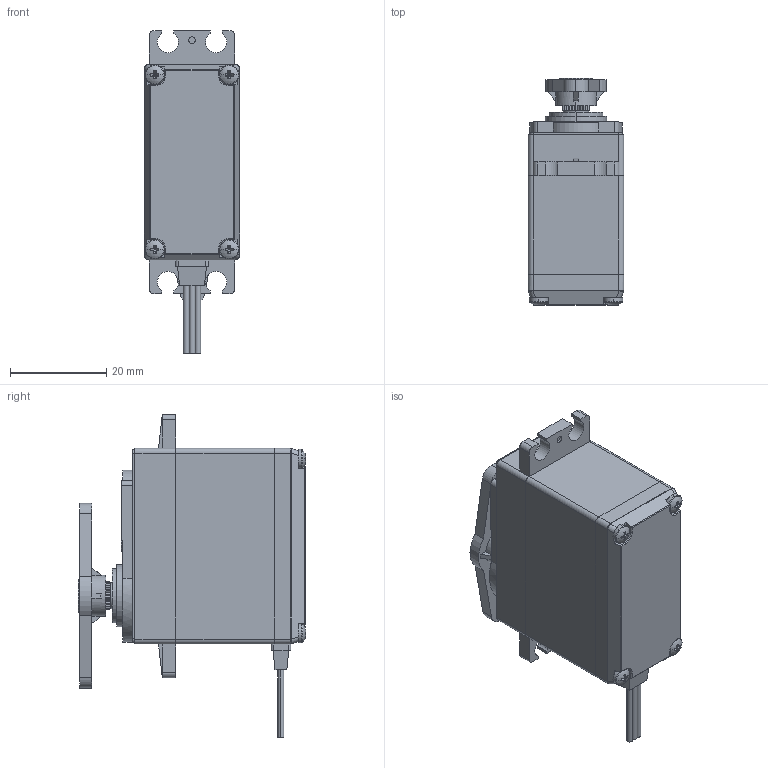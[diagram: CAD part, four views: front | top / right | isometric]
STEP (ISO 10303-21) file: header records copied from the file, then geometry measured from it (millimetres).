
FILE_DESCRIPTION (( 'STEP AP214' ), '1' );
FILE_NAME ('TOWER PRO MG-995, ANALOG SERVO.STEP', '2014-12-03T03:22:54', ( '' ), ( '' ), 'SwSTEP 2.0', 'SolidWorks 2014', '' );
FILE_SCHEMA (( 'AUTOMOTIVE_DESIGN' ));
Length unit declared in the file: millimetre
Products named in the file (8): TOWER PRO MG-995, ANALOG SERVO; pan cross head_am_B18.6.7M - M2 x 0.4 x 10 Type I Cross Recessed PHMS --10N; TOWER PRO MG-995, ANALOG SERVO, BODY, MIDDLE; TOWER PRO MG-995, ANALOG SERVO, CONNECTOR; TOWER PRO MG-995, ANALOG SERVO, BODY, TOP; TOWER PRO MG-995, ANALOG SERVO, SHAFT; TOWER PRO MG-995, ANALOG SERVO, HORN; TOWER PRO MG-995, ANALOG SERVO, BODY, BOTTOM
Assembly tree (10 placements, depth 2):
  TOWER PRO MG-995, ANALOG SERVO
    TOWER PRO MG-995, ANALOG SERVO, BODY, BOTTOM
    TOWER PRO MG-995, ANALOG SERVO, BODY, MIDDLE
    TOWER PRO MG-995, ANALOG SERVO, BODY, TOP
    TOWER PRO MG-995, ANALOG SERVO, CONNECTOR
    TOWER PRO MG-995, ANALOG SERVO, SHAFT
    TOWER PRO MG-995, ANALOG SERVO, HORN
    pan cross head_am_B18.6.7M - M2 x 0.4 x 10 Type I Cross Recessed PHMS --10N  x4
Bounding box: 19.8 x 47.23 x 67 mm (x, y, z)
Volume: 31594.6 mm3; surface area: 12380.7 mm2
Topology: 13 solids, 13 shells, 617 faces, 1594 edges, 1020 vertices
Faces by surface type: plane 344, cylinder 187, cone 54, bspline 12, torus 12, sphere 8
Entity records: 17836 total; most frequent: CARTESIAN_POINT 3553, ORIENTED_EDGE 2888, DIRECTION 2854, EDGE_CURVE 1444, AXIS2_PLACEMENT_3D 1015, VERTEX_POINT 930, LINE 824, VECTOR 824
